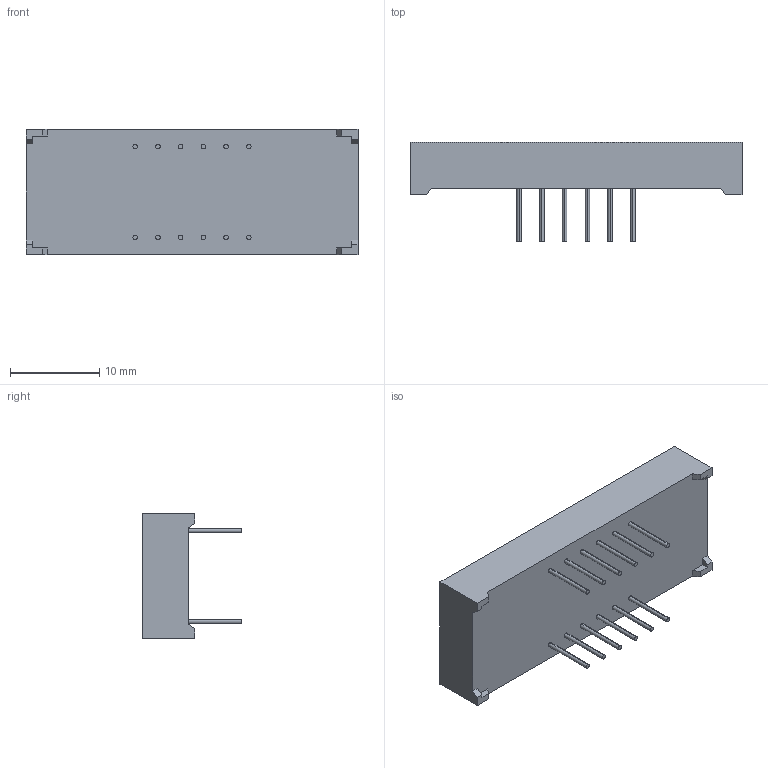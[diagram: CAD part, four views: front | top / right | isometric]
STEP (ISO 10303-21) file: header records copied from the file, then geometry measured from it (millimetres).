
FILE_DESCRIPTION (( 'STEP AP214' ), '1' );
FILE_NAME ('User Library-4 X LED 7 SEGMENT.STEP', '2018-04-16T12:45:34', ( '' ), ( '' ), 'SwSTEP 2.0', 'SolidWorks 2018', '' );
FILE_SCHEMA (( 'AUTOMOTIVE_DESIGN' ));
Length unit declared in the file: millimetre
Products named in the file (1): User Library-4 X LED 7 SEGMENT
Bounding box: 37.14 x 11.16 x 14 mm (x, y, z)
Volume: 2700.2 mm3; surface area: 1705.2 mm2
Topology: 1 solids, 1 shells, 246 faces, 600 edges, 400 vertices
Faces by surface type: plane 198, cylinder 48
Entity records: 9504 total; most frequent: CARTESIAN_POINT 1247, ORIENTED_EDGE 1200, DIRECTION 1190, EDGE_CURVE 600, VECTOR 504, LINE 504, VERTEX_POINT 400, AXIS2_PLACEMENT_3D 343
